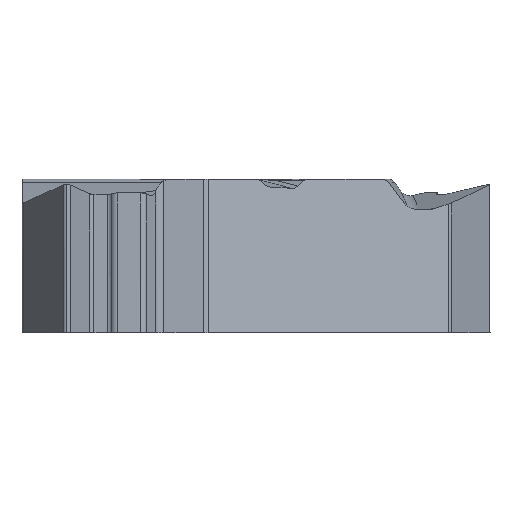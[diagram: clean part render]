
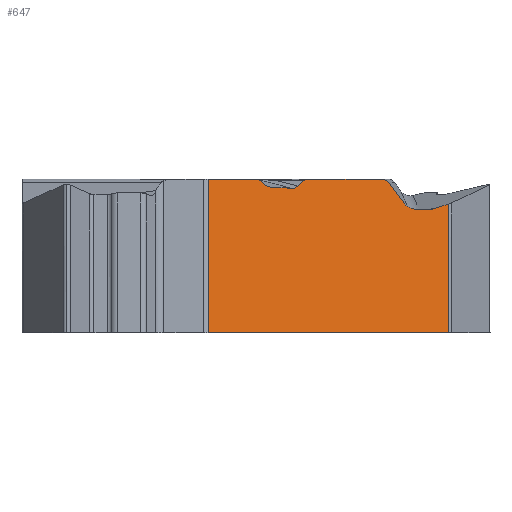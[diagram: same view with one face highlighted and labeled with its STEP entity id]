
A CAD part, front view. The second image highlights one B-rep face of the part: STEP entity #647.
In plain terms, the highlighted planar face has unit normal (0.5, -0.866, 0).
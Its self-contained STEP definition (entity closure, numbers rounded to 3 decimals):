
#64=PLANE('',#2222);
#121=FACE_OUTER_BOUND('',#823,.T.);
#229=ELLIPSE('',#2217,0.338,0.32);
#230=ELLIPSE('',#2218,0.392,0.32);
#231=ELLIPSE('',#2219,0.236,0.2);
#232=ELLIPSE('',#2220,0.167,0.15);
#233=ELLIPSE('',#2221,0.15,0.15);
#311=LINE('',#3702,#494);
#312=LINE('',#3706,#495);
#313=LINE('',#3708,#496);
#314=LINE('',#3710,#497);
#315=LINE('',#3714,#498);
#316=LINE('',#3718,#499);
#317=LINE('',#3722,#500);
#318=LINE('',#3726,#501);
#319=LINE('',#3739,#502);
#320=LINE('',#3755,#503);
#321=LINE('',#3759,#504);
#494=VECTOR('',#2543,1.);
#495=VECTOR('',#2548,1.);
#496=VECTOR('',#2549,1.);
#497=VECTOR('',#2550,1.);
#498=VECTOR('',#2553,1.);
#499=VECTOR('',#2556,1.);
#500=VECTOR('',#2559,1.);
#501=VECTOR('',#2562,1.);
#502=VECTOR('',#2563,1.);
#503=VECTOR('',#2564,1.);
#504=VECTOR('',#2567,1.);
#647=ADVANCED_FACE('',(#121),#64,.F.);
#823=EDGE_LOOP('',(#1039,#1040,#1041,#1042,#1043,#1044,#1045,#1046,#1047,
#1048,#1049,#1050,#1051,#1052,#1053,#1054,#1055,#1056));
#1039=ORIENTED_EDGE('',*,*,#1836,.F.);
#1040=ORIENTED_EDGE('',*,*,#1837,.T.);
#1041=ORIENTED_EDGE('',*,*,#1838,.T.);
#1042=ORIENTED_EDGE('',*,*,#1839,.T.);
#1043=ORIENTED_EDGE('',*,*,#1840,.F.);
#1044=ORIENTED_EDGE('',*,*,#1841,.T.);
#1045=ORIENTED_EDGE('',*,*,#1842,.T.);
#1046=ORIENTED_EDGE('',*,*,#1843,.F.);
#1047=ORIENTED_EDGE('',*,*,#1844,.F.);
#1048=ORIENTED_EDGE('',*,*,#1845,.F.);
#1049=ORIENTED_EDGE('',*,*,#1846,.T.);
#1050=ORIENTED_EDGE('',*,*,#1847,.T.);
#1051=ORIENTED_EDGE('',*,*,#1848,.T.);
#1052=ORIENTED_EDGE('',*,*,#1849,.T.);
#1053=ORIENTED_EDGE('',*,*,#1850,.T.);
#1054=ORIENTED_EDGE('',*,*,#1851,.F.);
#1055=ORIENTED_EDGE('',*,*,#1852,.F.);
#1056=ORIENTED_EDGE('',*,*,#1834,.T.);
#1615=VERTEX_POINT('',#3701);
#1616=VERTEX_POINT('',#3703);
#1617=VERTEX_POINT('',#3707);
#1618=VERTEX_POINT('',#3709);
#1619=VERTEX_POINT('',#3711);
#1620=VERTEX_POINT('',#3713);
#1621=VERTEX_POINT('',#3715);
#1622=VERTEX_POINT('',#3717);
#1623=VERTEX_POINT('',#3719);
#1624=VERTEX_POINT('',#3721);
#1625=VERTEX_POINT('',#3723);
#1626=VERTEX_POINT('',#3725);
#1627=VERTEX_POINT('',#3727);
#1628=VERTEX_POINT('',#3738);
#1629=VERTEX_POINT('',#3740);
#1630=VERTEX_POINT('',#3754);
#1631=VERTEX_POINT('',#3756);
#1632=VERTEX_POINT('',#3758);
#1834=EDGE_CURVE('',#1616,#1615,#311,.T.);
#1836=EDGE_CURVE('',#1617,#1615,#312,.T.);
#1837=EDGE_CURVE('',#1617,#1618,#313,.T.);
#1838=EDGE_CURVE('',#1618,#1619,#314,.T.);
#1839=EDGE_CURVE('',#1619,#1620,#229,.T.);
#1840=EDGE_CURVE('',#1621,#1620,#315,.T.);
#1841=EDGE_CURVE('',#1621,#1622,#230,.T.);
#1842=EDGE_CURVE('',#1622,#1623,#316,.T.);
#1843=EDGE_CURVE('',#1624,#1623,#231,.T.);
#1844=EDGE_CURVE('',#1625,#1624,#317,.T.);
#1845=EDGE_CURVE('',#1626,#1625,#232,.T.);
#1846=EDGE_CURVE('',#1626,#1627,#318,.T.);
#1847=EDGE_CURVE('',#1627,#1628,#2120,.T.);
#1848=EDGE_CURVE('',#1628,#1629,#319,.T.);
#1849=EDGE_CURVE('',#1629,#1630,#2121,.T.);
#1850=EDGE_CURVE('',#1630,#1631,#320,.T.);
#1851=EDGE_CURVE('',#1632,#1631,#233,.T.);
#1852=EDGE_CURVE('',#1616,#1632,#321,.T.);
#2120=B_SPLINE_CURVE_WITH_KNOTS('',3,(#3728,#3729,#3730,#3731,#3732,#3733,
#3734,#3735,#3736,#3737),.UNSPECIFIED.,.F.,.F.,(4,3,3,4),(0.,0.474,
0.706,1.),.UNSPECIFIED.);
#2121=B_SPLINE_CURVE_WITH_KNOTS('',3,(#3741,#3742,#3743,#3744,#3745,#3746,
#3747,#3748,#3749,#3750,#3751,#3752,#3753),.UNSPECIFIED.,.F.,.F.,(4,3,3,
3,4),(0.,0.25,0.499,0.746,1.),
 .UNSPECIFIED.);
#2217=AXIS2_PLACEMENT_3D('',#3712,#2551,#2552);
#2218=AXIS2_PLACEMENT_3D('',#3716,#2554,#2555);
#2219=AXIS2_PLACEMENT_3D('',#3720,#2557,#2558);
#2220=AXIS2_PLACEMENT_3D('',#3724,#2560,#2561);
#2221=AXIS2_PLACEMENT_3D('',#3757,#2565,#2566);
#2222=AXIS2_PLACEMENT_3D('',#3760,#2568,#2569);
#2543=DIRECTION('',(0.,0.,-1.));
#2548=DIRECTION('',(-0.866,-0.5,0.));
#2549=DIRECTION('',(0.,0.,1.));
#2550=DIRECTION('',(-0.837,-0.483,-0.259));
#2551=DIRECTION('',(-0.5,0.866,0.));
#2552=DIRECTION('',(-0.837,-0.483,-0.259));
#2553=DIRECTION('',(0.866,0.5,0.));
#2554=DIRECTION('',(-0.5,0.866,0.));
#2555=DIRECTION('',(-0.859,-0.496,0.124));
#2556=DIRECTION('',(-0.563,-0.325,0.759));
#2557=DIRECTION('',(-0.5,0.866,0.));
#2558=DIRECTION('',(0.866,0.5,0.));
#2559=DIRECTION('',(0.866,0.5,0.));
#2560=DIRECTION('',(-0.5,0.866,0.));
#2561=DIRECTION('',(-0.866,-0.5,0.));
#2562=DIRECTION('',(-0.687,-0.397,-0.608));
#2563=DIRECTION('',(-0.865,-0.499,0.049));
#2564=DIRECTION('',(-0.656,-0.378,0.653));
#2565=DIRECTION('',(-0.5,0.866,0.));
#2566=DIRECTION('',(0.866,0.5,0.));
#2567=DIRECTION('',(0.866,0.5,0.));
#2568=DIRECTION('',(-0.5,0.866,0.));
#2569=DIRECTION('',(-0.866,-0.5,0.));
#3701=CARTESIAN_POINT('',(0.22,-5.373,-3.97));
#3702=CARTESIAN_POINT('',(0.22,-5.373,0.));
#3703=CARTESIAN_POINT('',(0.22,-5.373,0.14));
#3706=CARTESIAN_POINT('',(8.733,-0.457,-3.97));
#3707=CARTESIAN_POINT('',(6.65,-1.66,-3.97));
#3708=CARTESIAN_POINT('',(6.65,-1.66,0.));
#3709=CARTESIAN_POINT('',(6.65,-1.66,-0.528));
#3710=CARTESIAN_POINT('',(-3.145,-7.315,-3.559));
#3711=CARTESIAN_POINT('',(6.263,-1.883,-0.648));
#3712=CARTESIAN_POINT('',(6.191,-1.925,-0.339));
#3713=CARTESIAN_POINT('',(6.183,-1.929,-0.66));
#3714=CARTESIAN_POINT('',(-3.971,-7.792,-0.66));
#3715=CARTESIAN_POINT('',(5.773,-2.166,-0.66));
#3716=CARTESIAN_POINT('',(5.756,-2.176,-0.339));
#3717=CARTESIAN_POINT('',(5.483,-2.334,-0.515));
#3718=CARTESIAN_POINT('',(1.261,-4.771,5.176));
#3719=CARTESIAN_POINT('',(5.058,-2.579,0.058));
#3720=CARTESIAN_POINT('',(4.893,-2.674,-0.06));
#3721=CARTESIAN_POINT('',(4.893,-2.674,0.14));
#3722=CARTESIAN_POINT('',(-3.971,-7.792,0.14));
#3723=CARTESIAN_POINT('',(2.884,-3.834,0.14));
#3724=CARTESIAN_POINT('',(2.884,-3.834,-0.01));
#3725=CARTESIAN_POINT('',(2.79,-3.888,0.104));
#3726=CARTESIAN_POINT('',(-1.514,-6.373,-3.703));
#3727=CARTESIAN_POINT('',(2.626,-3.983,-0.041));
#3728=CARTESIAN_POINT('',(2.626,-3.983,-0.041));
#3729=CARTESIAN_POINT('',(2.603,-3.996,-0.061));
#3730=CARTESIAN_POINT('',(2.577,-4.011,-0.077));
#3731=CARTESIAN_POINT('',(2.55,-4.027,-0.087));
#3732=CARTESIAN_POINT('',(2.536,-4.035,-0.092));
#3733=CARTESIAN_POINT('',(2.522,-4.043,-0.096));
#3734=CARTESIAN_POINT('',(2.508,-4.051,-0.098));
#3735=CARTESIAN_POINT('',(2.49,-4.061,-0.102));
#3736=CARTESIAN_POINT('',(2.472,-4.072,-0.103));
#3737=CARTESIAN_POINT('',(2.454,-4.082,-0.102));
#3738=CARTESIAN_POINT('',(2.454,-4.082,-0.102));
#3739=CARTESIAN_POINT('',(8.714,-0.468,-0.453));
#3740=CARTESIAN_POINT('',(1.894,-4.406,-0.07));
#3741=CARTESIAN_POINT('',(1.894,-4.406,-0.07));
#3742=CARTESIAN_POINT('',(1.878,-4.415,-0.069));
#3743=CARTESIAN_POINT('',(1.863,-4.424,-0.067));
#3744=CARTESIAN_POINT('',(1.847,-4.433,-0.063));
#3745=CARTESIAN_POINT('',(1.832,-4.442,-0.059));
#3746=CARTESIAN_POINT('',(1.817,-4.45,-0.054));
#3747=CARTESIAN_POINT('',(1.802,-4.459,-0.047));
#3748=CARTESIAN_POINT('',(1.788,-4.467,-0.04));
#3749=CARTESIAN_POINT('',(1.774,-4.475,-0.032));
#3750=CARTESIAN_POINT('',(1.761,-4.483,-0.023));
#3751=CARTESIAN_POINT('',(1.747,-4.491,-0.013));
#3752=CARTESIAN_POINT('',(1.734,-4.498,-0.002));
#3753=CARTESIAN_POINT('',(1.722,-4.505,0.01));
#3754=CARTESIAN_POINT('',(1.722,-4.505,0.01));
#3755=CARTESIAN_POINT('',(5.744,-2.183,-3.999));
#3756=CARTESIAN_POINT('',(1.628,-4.559,0.104));
#3757=CARTESIAN_POINT('',(1.543,-4.608,-0.01));
#3758=CARTESIAN_POINT('',(1.543,-4.608,0.14));
#3759=CARTESIAN_POINT('',(8.733,-0.457,0.14));
#3760=CARTESIAN_POINT('',(8.733,-0.457,0.));
